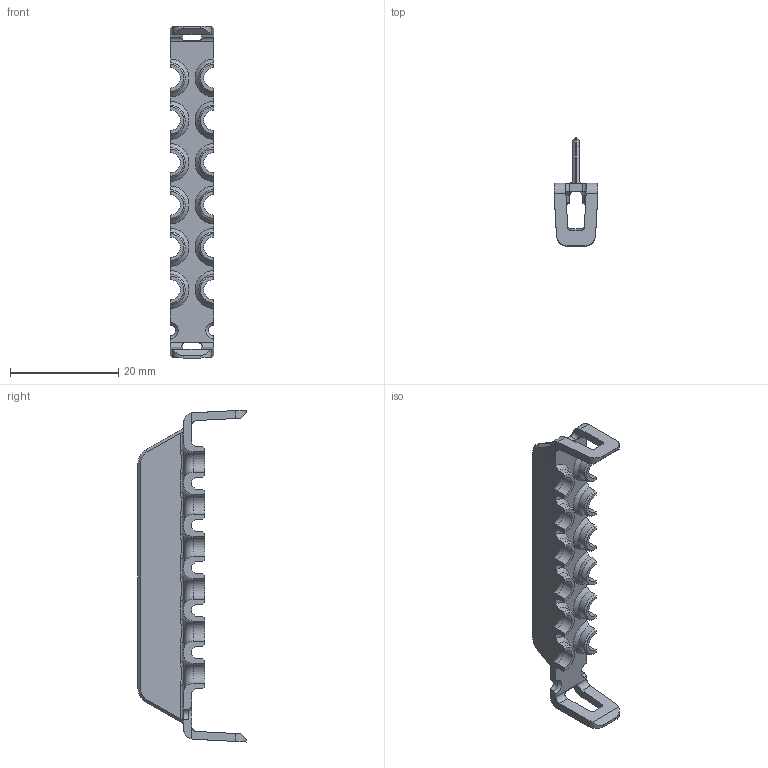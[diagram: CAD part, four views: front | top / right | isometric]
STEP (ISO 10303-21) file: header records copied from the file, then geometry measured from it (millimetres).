
FILE_DESCRIPTION((''),'2;1');
FILE_NAME('C38-1008_NCF','2018-06-27T09:37:58',('jwisneski'),(''),'CREO PARAMETRIC BY PTC INC, 2017110','CREO PARAMETRIC BY PTC INC, 2017110','');
FILE_SCHEMA(('CONFIG_CONTROL_DESIGN'));
Length unit declared in the file: millimetre
Products named in the file (1): C38-1008_NCF
Bounding box: 8.11 x 19.95 x 61.27 mm (x, y, z)
Volume: 1426.4 mm3; surface area: 2503.1 mm2
Topology: 1 solids, 1 shells, 186 faces, 528 edges, 340 vertices
Faces by surface type: plane 72, cylinder 60, cone 29, bspline 13, torus 12
Entity records: 6703 total; most frequent: CARTESIAN_POINT 1887, ORIENTED_EDGE 1056, DIRECTION 962, EDGE_CURVE 528, VERTEX_POINT 340, AXIS2_PLACEMENT_3D 337, VECTOR 288, LINE 288
